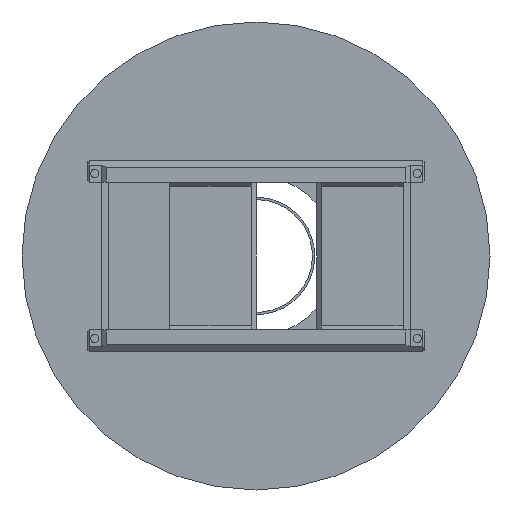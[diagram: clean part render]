
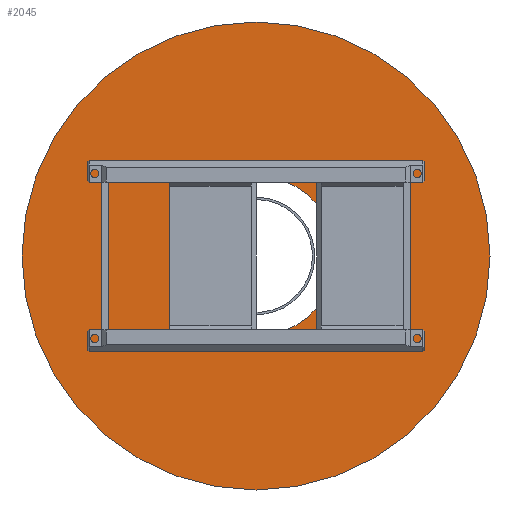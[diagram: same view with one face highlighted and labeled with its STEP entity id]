
A CAD part, front view. The second image highlights one B-rep face of the part: STEP entity #2045.
In plain terms, the highlighted planar face has unit normal (0, -1, 0).
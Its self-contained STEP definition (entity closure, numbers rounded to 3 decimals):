
#54=FACE_BOUND('',#271,.T.);
#69=PLANE('',#2235);
#166=FACE_OUTER_BOUND('',#270,.T.);
#270=EDGE_LOOP('',(#1455,#1456));
#271=EDGE_LOOP('',(#1457));
#929=CIRCLE('',#2228,34.75);
#932=CIRCLE('',#2232,101.6);
#933=CIRCLE('',#2233,101.6);
#953=VERTEX_POINT('',#2915);
#956=VERTEX_POINT('',#2923);
#957=VERTEX_POINT('',#2925);
#1148=EDGE_CURVE('',#953,#953,#929,.T.);
#1152=EDGE_CURVE('',#956,#957,#932,.T.);
#1153=EDGE_CURVE('',#957,#956,#933,.T.);
#1455=ORIENTED_EDGE('',*,*,#1153,.F.);
#1456=ORIENTED_EDGE('',*,*,#1152,.F.);
#1457=ORIENTED_EDGE('',*,*,#1148,.F.);
#2045=ADVANCED_FACE('',(#166,#54),#69,.F.);
#2228=AXIS2_PLACEMENT_3D('',#2917,#2371,#2372);
#2232=AXIS2_PLACEMENT_3D('',#2926,#2380,#2381);
#2233=AXIS2_PLACEMENT_3D('',#2927,#2382,#2383);
#2235=AXIS2_PLACEMENT_3D('',#2929,#2386,#2387);
#2371=DIRECTION('center_axis',(0.,-1.,0.));
#2372=DIRECTION('ref_axis',(1.,0.,0.));
#2380=DIRECTION('center_axis',(0.,1.,0.));
#2381=DIRECTION('ref_axis',(-1.,0.,0.));
#2382=DIRECTION('center_axis',(0.,1.,0.));
#2383=DIRECTION('ref_axis',(-1.,0.,0.));
#2386=DIRECTION('center_axis',(0.,1.,0.));
#2387=DIRECTION('ref_axis',(0.,0.,1.));
#2915=CARTESIAN_POINT('',(-34.75,0.,0.));
#2917=CARTESIAN_POINT('Origin',(0.,0.,0.));
#2923=CARTESIAN_POINT('',(101.6,0.,0.));
#2925=CARTESIAN_POINT('',(-101.6,0.,0.));
#2926=CARTESIAN_POINT('Origin',(0.,0.,0.));
#2927=CARTESIAN_POINT('Origin',(0.,0.,0.));
#2929=CARTESIAN_POINT('Origin',(0.,0.,0.));
